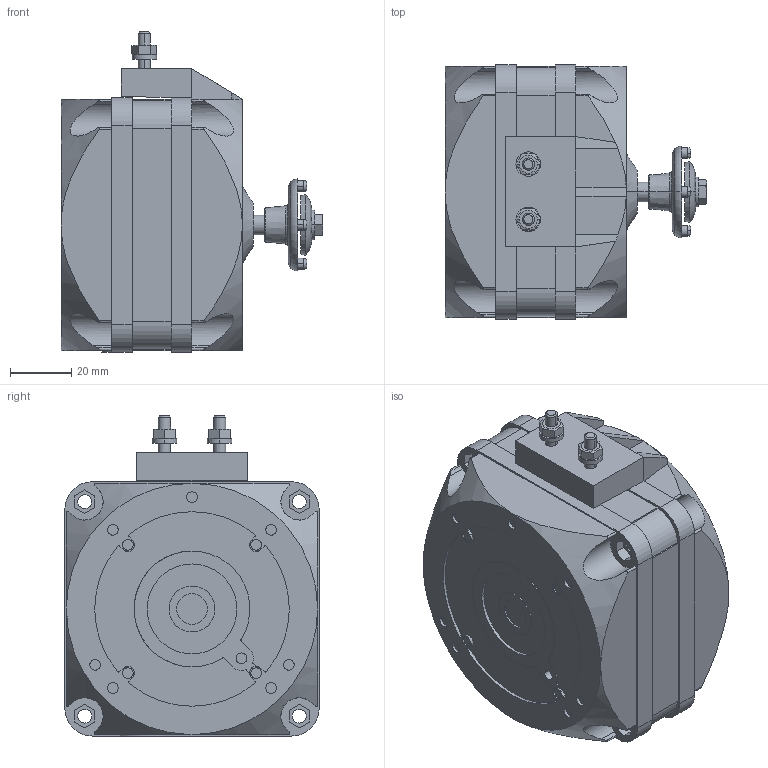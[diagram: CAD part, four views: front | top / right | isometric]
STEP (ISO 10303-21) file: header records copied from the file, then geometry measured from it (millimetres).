
FILE_DESCRIPTION((''),'2;1');
FILE_NAME('118U0200_ASM','2019-12-19T',('U371994'),('DANFOSS COMMERCIAL COMPRESSOR'),'CREO PARAMETRIC BY PTC INC, 2015480','CREO PARAMETRIC BY PTC INC, 2015480','');
FILE_SCHEMA(('CONFIG_CONTROL_DESIGN'));
Length unit declared in the file: millimetre
Products named in the file (4): 118U0200_1; 118U0200_2; 118U0200_3; 118U0200_ASM
Assembly tree (3 placements, depth 2):
  118U0200_ASM
    118U0200_1
    118U0200_2
    118U0200_3
Bounding box: 85.5 x 83 x 104.5 mm (x, y, z)
Volume: 378768 mm3; surface area: 41266.5 mm2
Topology: 3 solids, 3 shells, 483 faces, 1284 edges, 871 vertices
Faces by surface type: plane 232, cylinder 199, cone 28, bspline 12, torus 12
Entity records: 16432 total; most frequent: CARTESIAN_POINT 3923, DIRECTION 2686, ORIENTED_EDGE 2568, EDGE_CURVE 1284, AXIS2_PLACEMENT_3D 1030, VERTEX_POINT 871, VECTOR 626, LINE 626
